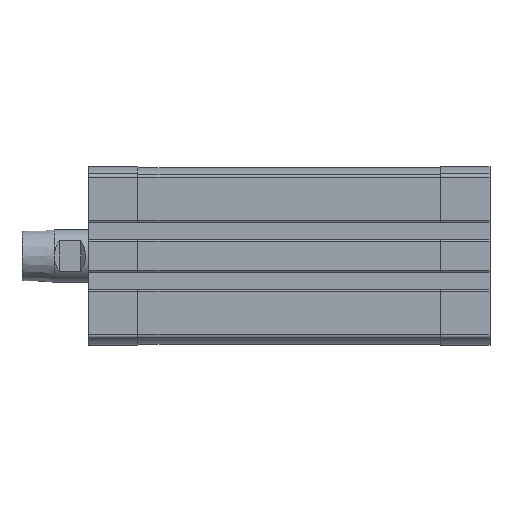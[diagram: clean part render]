
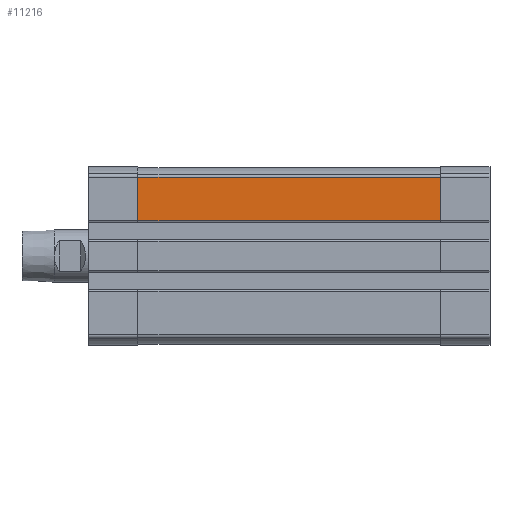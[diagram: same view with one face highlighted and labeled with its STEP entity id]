
A CAD part, left-side view. The second image highlights one B-rep face of the part: STEP entity #11216.
In plain terms, the highlighted planar face has unit normal (-1, 0, 0).
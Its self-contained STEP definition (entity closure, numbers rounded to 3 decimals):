
#120=PLANE('',#12209);
#924=LINE('',#18250,#1828);
#925=LINE('',#18252,#1829);
#926=LINE('',#18254,#1830);
#927=LINE('',#18256,#1831);
#1828=VECTOR('',#14337,1000.);
#1829=VECTOR('',#14340,1000.);
#1830=VECTOR('',#14341,1000.);
#1831=VECTOR('',#14342,1000.);
#3927=ORIENTED_EDGE('',*,*,#6821,.T.);
#3928=ORIENTED_EDGE('',*,*,#6820,.F.);
#3929=ORIENTED_EDGE('',*,*,#6822,.F.);
#3930=ORIENTED_EDGE('',*,*,#6823,.T.);
#6820=EDGE_CURVE('',#8278,#8277,#924,.T.);
#6821=EDGE_CURVE('',#8279,#8277,#925,.T.);
#6822=EDGE_CURVE('',#8280,#8278,#926,.T.);
#6823=EDGE_CURVE('',#8280,#8279,#927,.T.);
#8277=VERTEX_POINT('',#18247);
#8278=VERTEX_POINT('',#18249);
#8279=VERTEX_POINT('',#18253);
#8280=VERTEX_POINT('',#18255);
#9577=EDGE_LOOP('',(#3927,#3928,#3929,#3930));
#10383=FACE_BOUND('',#9577,.T.);
#11216=ADVANCED_FACE('',(#10383),#120,.F.);
#12209=AXIS2_PLACEMENT_3D('',#18251,#14338,#14339);
#14337=DIRECTION('',(0.,-1.,0.));
#14338=DIRECTION('',(1.,0.,0.));
#14339=DIRECTION('',(0.,0.,-1.));
#14340=DIRECTION('',(0.,0.,1.));
#14341=DIRECTION('',(0.,0.,1.));
#14342=DIRECTION('',(0.,-1.,0.));
#18247=CARTESIAN_POINT('',(-27.,15.,24.085));
#18249=CARTESIAN_POINT('',(-27.,107.5,24.085));
#18250=CARTESIAN_POINT('',(-27.,107.5,24.085));
#18251=CARTESIAN_POINT('',(-27.,107.5,10.7));
#18252=CARTESIAN_POINT('',(-27.,15.,10.7));
#18253=CARTESIAN_POINT('',(-27.,15.,10.7));
#18254=CARTESIAN_POINT('',(-27.,107.5,10.7));
#18255=CARTESIAN_POINT('',(-27.,107.5,10.7));
#18256=CARTESIAN_POINT('',(-27.,107.5,10.7));
